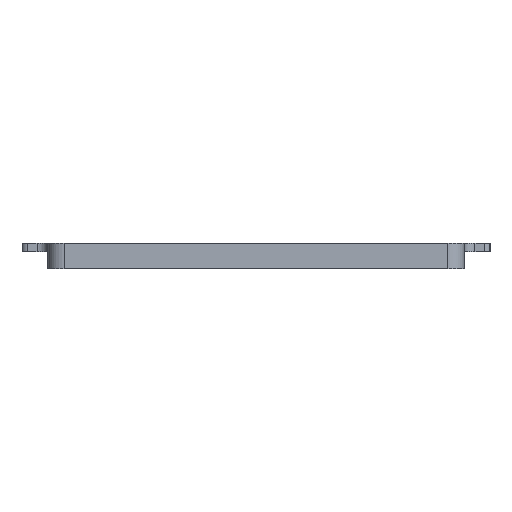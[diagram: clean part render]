
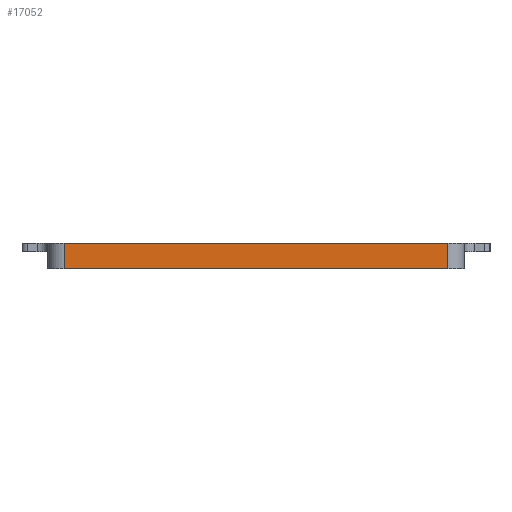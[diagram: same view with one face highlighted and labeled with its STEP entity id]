
A CAD part, left-side view. The second image highlights one B-rep face of the part: STEP entity #17052.
In plain terms, the highlighted planar face has unit normal (-1, 0, 0).
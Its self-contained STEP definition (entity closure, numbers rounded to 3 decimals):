
#478=PLANE('',#18537);
#1226=FACE_OUTER_BOUND('',#2153,.T.);
#2153=EDGE_LOOP('',(#15034,#15035,#15036,#15037));
#2438=LINE('',#23983,#4269);
#3875=LINE('',#27948,#5706);
#3928=LINE('',#28148,#5759);
#3929=LINE('',#28149,#5760);
#4269=VECTOR('',#19010,10.);
#5706=VECTOR('',#22765,10.);
#5759=VECTOR('',#22920,10.);
#5760=VECTOR('',#22921,10.);
#6826=VERTEX_POINT('',#23980);
#6827=VERTEX_POINT('',#23982);
#8195=VERTEX_POINT('',#27945);
#8196=VERTEX_POINT('',#27947);
#8538=EDGE_CURVE('',#6826,#6827,#2438,.T.);
#10526=EDGE_CURVE('',#8195,#8196,#3875,.T.);
#10628=EDGE_CURVE('',#6827,#8195,#3928,.T.);
#10629=EDGE_CURVE('',#8196,#6826,#3929,.T.);
#15034=ORIENTED_EDGE('',*,*,#10628,.F.);
#15035=ORIENTED_EDGE('',*,*,#8538,.F.);
#15036=ORIENTED_EDGE('',*,*,#10629,.F.);
#15037=ORIENTED_EDGE('',*,*,#10526,.F.);
#17052=ADVANCED_FACE('',(#1226),#478,.T.);
#18537=AXIS2_PLACEMENT_3D('',#28147,#22918,#22919);
#19010=DIRECTION('',(0.,1.,0.));
#22765=DIRECTION('',(0.,-1.,0.));
#22918=DIRECTION('center_axis',(-1.,0.,0.));
#22919=DIRECTION('ref_axis',(0.,1.,0.));
#22920=DIRECTION('',(0.,0.,1.));
#22921=DIRECTION('',(0.,0.,-1.));
#23980=CARTESIAN_POINT('',(-191.95,-74.65,-4.7));
#23982=CARTESIAN_POINT('',(-191.95,-4.5,-4.7));
#23983=CARTESIAN_POINT('',(-191.95,-1.5,-4.7));
#27945=CARTESIAN_POINT('',(-191.95,-4.5,0.));
#27947=CARTESIAN_POINT('',(-191.95,-74.65,0.));
#27948=CARTESIAN_POINT('',(-191.95,-58.613,0.));
#28147=CARTESIAN_POINT('Origin',(-191.95,-77.65,-1.6));
#28148=CARTESIAN_POINT('',(-191.95,-4.5,-1.6));
#28149=CARTESIAN_POINT('',(-191.95,-74.65,-1.6));
